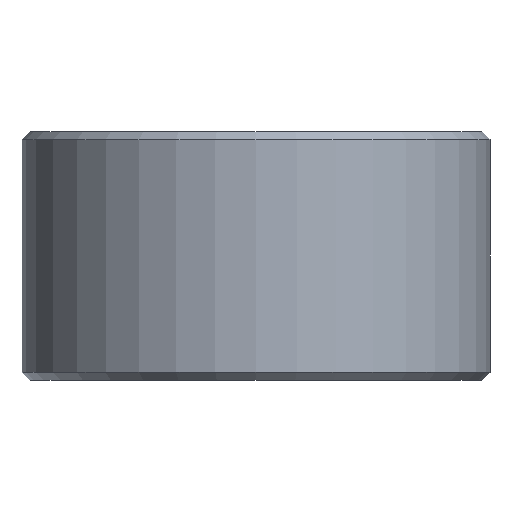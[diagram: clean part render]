
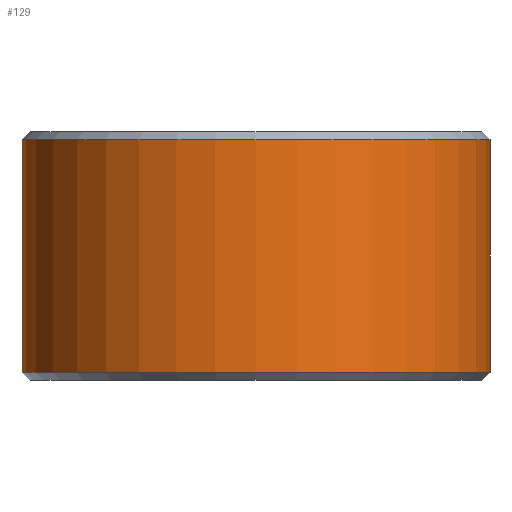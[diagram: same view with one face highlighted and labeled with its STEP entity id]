
A CAD part, front view. The second image highlights one B-rep face of the part: STEP entity #129.
In plain terms, the highlighted cylindrical face has radius 5.75 mm (diameter 11.5 mm), a full revolution.
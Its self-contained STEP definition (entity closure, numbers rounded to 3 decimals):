
#20=CYLINDRICAL_SURFACE('',#160,5.75);
#27=FACE_OUTER_BOUND('',#37,.T.);
#37=EDGE_LOOP('',(#111,#112,#113,#114));
#43=LINE('',#239,#49);
#49=VECTOR('',#203,10.);
#59=CIRCLE('',#159,5.75);
#60=CIRCLE('',#161,5.75);
#69=VERTEX_POINT('',#233);
#70=VERTEX_POINT('',#237);
#82=EDGE_CURVE('',#69,#69,#59,.T.);
#84=EDGE_CURVE('',#70,#70,#60,.T.);
#85=EDGE_CURVE('',#70,#69,#43,.T.);
#111=ORIENTED_EDGE('',*,*,#84,.F.);
#112=ORIENTED_EDGE('',*,*,#85,.T.);
#113=ORIENTED_EDGE('',*,*,#82,.F.);
#114=ORIENTED_EDGE('',*,*,#85,.F.);
#129=ADVANCED_FACE('',(#27),#20,.T.);
#159=AXIS2_PLACEMENT_3D('',#234,#196,#197);
#160=AXIS2_PLACEMENT_3D('',#236,#199,#200);
#161=AXIS2_PLACEMENT_3D('',#238,#201,#202);
#196=DIRECTION('center_axis',(0.,0.,-1.));
#197=DIRECTION('ref_axis',(-1.,0.,0.));
#199=DIRECTION('center_axis',(0.,0.,
1.));
#200=DIRECTION('ref_axis',(-1.,0.,0.));
#201=DIRECTION('center_axis',(0.,0.,1.));
#202=DIRECTION('ref_axis',(-1.,0.,0.));
#203=DIRECTION('',(0.,0.,-1.));
#233=CARTESIAN_POINT('',(139.412,87.926,23.665));
#234=CARTESIAN_POINT('Origin',(133.662,87.926,23.665));
#236=CARTESIAN_POINT('Origin',(133.662,87.926,23.465));
#237=CARTESIAN_POINT('',(139.412,87.926,29.375));
#238=CARTESIAN_POINT('Origin',(133.662,87.926,29.375));
#239=CARTESIAN_POINT('',(139.412,87.926,23.465));
